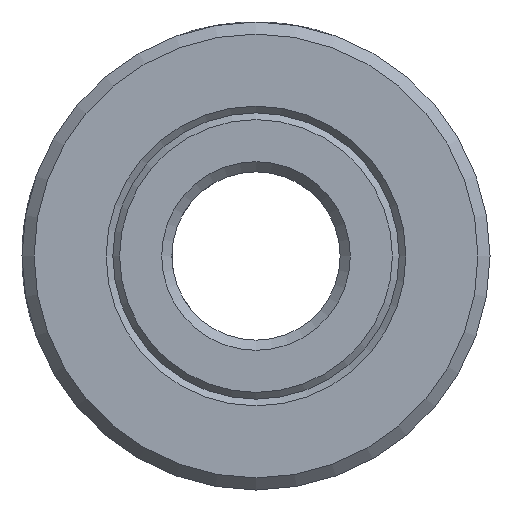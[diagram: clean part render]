
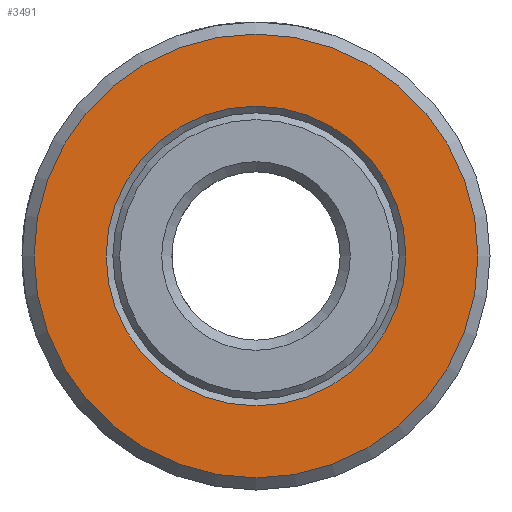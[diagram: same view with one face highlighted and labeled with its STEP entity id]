
A CAD part, left-side view. The second image highlights one B-rep face of the part: STEP entity #3491.
In plain terms, the highlighted planar face has unit normal (-1, 0, 0).
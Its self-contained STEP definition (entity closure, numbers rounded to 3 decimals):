
#63=FACE_BOUND('',#427,.T.);
#83=PLANE('',#3774);
#204=FACE_OUTER_BOUND('',#426,.T.);
#426=EDGE_LOOP('',(#2387));
#427=EDGE_LOOP('',(#2388));
#631=CIRCLE('',#3770,4.45);
#634=CIRCLE('',#3775,6.592);
#1360=VERTEX_POINT('',#6427);
#1367=VERTEX_POINT('',#6513);
#1739=EDGE_CURVE('',#1360,#1360,#631,.T.);
#1748=EDGE_CURVE('',#1367,#1367,#634,.T.);
#2387=ORIENTED_EDGE('',*,*,#1748,.T.);
#2388=ORIENTED_EDGE('',*,*,#1739,.F.);
#3491=ADVANCED_FACE('',(#204,#63),#83,.T.);
#3770=AXIS2_PLACEMENT_3D('',#6428,#4348,#4349);
#3774=AXIS2_PLACEMENT_3D('',#6512,#4358,#4359);
#3775=AXIS2_PLACEMENT_3D('',#6514,#4360,#4361);
#4348=DIRECTION('center_axis',(-1.,0.,0.));
#4349=DIRECTION('ref_axis',(0.,1.,0.));
#4358=DIRECTION('center_axis',(-1.,0.,0.));
#4359=DIRECTION('ref_axis',(0.,0.,1.));
#4360=DIRECTION('center_axis',(-1.,0.,0.));
#4361=DIRECTION('ref_axis',(0.,0.,1.));
#6427=CARTESIAN_POINT('',(0.,-4.45,0.));
#6428=CARTESIAN_POINT('Origin',(0.,0.,0.));
#6512=CARTESIAN_POINT('Origin',(0.,0.,0.));
#6513=CARTESIAN_POINT('',(0.,0.,6.592));
#6514=CARTESIAN_POINT('Origin',(0.,0.,0.));
